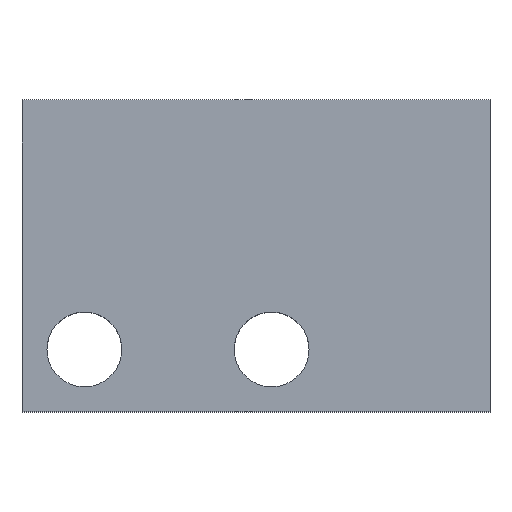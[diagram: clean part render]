
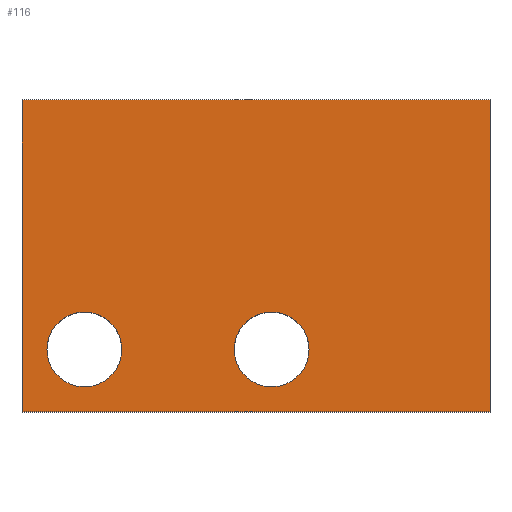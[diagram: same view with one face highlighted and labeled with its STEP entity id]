
A CAD part, top view. The second image highlights one B-rep face of the part: STEP entity #116.
In plain terms, the highlighted planar face has unit normal (0, 0, 1).
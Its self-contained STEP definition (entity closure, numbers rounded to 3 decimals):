
#9 = AXIS2_PLACEMENT_3D ( 'NONE', #87, #67, #69 ) ;
#16 = EDGE_CURVE ( 'NONE', #342, #333, #201, .T. ) ;
#31 = DIRECTION ( 'NONE',  ( -1., 0., 0. ) ) ;
#46 = CARTESIAN_POINT ( 'NONE',  ( 46., 10., 0. ) ) ;
#47 = CARTESIAN_POINT ( 'NONE',  ( 34., 10., 0. ) ) ;
#49 = DIRECTION ( 'NONE',  ( 1., 0., 0. ) ) ;
#51 = CARTESIAN_POINT ( 'NONE',  ( 0., 0., 0. ) ) ;
#52 = CARTESIAN_POINT ( 'NONE',  ( 0., 50., 0. ) ) ;
#53 = CARTESIAN_POINT ( 'NONE',  ( 4., 10., 0. ) ) ;
#56 = DIRECTION ( 'NONE',  ( 0., -1., 0. ) ) ;
#58 = CARTESIAN_POINT ( 'NONE',  ( 75., 50., 0. ) ) ;
#60 = CARTESIAN_POINT ( 'NONE',  ( 0., 50., 0. ) ) ;
#62 = DIRECTION ( 'NONE',  ( 0., 0., 1. ) ) ;
#63 = CARTESIAN_POINT ( 'NONE',  ( 0., 50., 0. ) ) ;
#66 = DIRECTION ( 'NONE',  ( 1., 0., 0. ) ) ;
#67 = DIRECTION ( 'NONE',  ( 0., 0., 1. ) ) ;
#68 = DIRECTION ( 'NONE',  ( 0., -1., 0. ) ) ;
#69 = DIRECTION ( 'NONE',  ( 1., 0., 0. ) ) ;
#73 = CARTESIAN_POINT ( 'NONE',  ( 0., 0., 0. ) ) ;
#81 = CARTESIAN_POINT ( 'NONE',  ( 75., 0., 0. ) ) ;
#85 = CARTESIAN_POINT ( 'NONE',  ( 40., 10., 0. ) ) ;
#87 = CARTESIAN_POINT ( 'NONE',  ( 10., 10., 0. ) ) ;
#90 = DIRECTION ( 'NONE',  ( 0., 0., 1. ) ) ;
#91 = DIRECTION ( 'NONE',  ( 0., 0., 1. ) ) ;
#92 = CARTESIAN_POINT ( 'NONE',  ( 0., 50., 0. ) ) ;
#93 = PLANE ( 'NONE',  #373 ) ;
#95 = DIRECTION ( 'NONE',  ( 1., 0., 0. ) ) ;
#97 = DIRECTION ( 'NONE',  ( 0., 0., -1. ) ) ;
#98 = CARTESIAN_POINT ( 'NONE',  ( 10., 10., 0. ) ) ;
#99 = CARTESIAN_POINT ( 'NONE',  ( 40., 10., 0. ) ) ;
#100 = DIRECTION ( 'NONE',  ( 1., 0., 0. ) ) ;
#101 = DIRECTION ( 'NONE',  ( 1., 0., 0. ) ) ;
#102 = CARTESIAN_POINT ( 'NONE',  ( 75., 50., 0. ) ) ;
#111 = CARTESIAN_POINT ( 'NONE',  ( 16., 10., 0. ) ) ;
#114 = AXIS2_PLACEMENT_3D ( 'NONE', #99, #91, #101 ) ;
#116 = ADVANCED_FACE ( 'NONE', ( #204, #257, #148 ), #93, .F. ) ;
#119 = EDGE_CURVE ( 'NONE', #343, #336, #227, .T. ) ;
#120 = EDGE_CURVE ( 'NONE', #350, #345, #247, .T. ) ;
#137 = ORIENTED_EDGE ( 'NONE', *, *, #16, .F. ) ;
#148 = FACE_OUTER_BOUND ( 'NONE', #245, .T. ) ;
#153 = CIRCLE ( 'NONE', #370, 6. ) ;
#162 = ORIENTED_EDGE ( 'NONE', *, *, #366, .F. ) ;
#171 = ORIENTED_EDGE ( 'NONE', *, *, #364, .T. ) ;
#180 = LINE ( 'NONE', #52, #237 ) ;
#185 = CIRCLE ( 'NONE', #9, 6. ) ;
#191 = LINE ( 'NONE', #73, #243 ) ;
#201 = LINE ( 'NONE', #60, #252 ) ;
#204 = FACE_BOUND ( 'NONE', #234, .T. ) ;
#208 = ORIENTED_EDGE ( 'NONE', *, *, #362, .F. ) ;
#212 = ORIENTED_EDGE ( 'NONE', *, *, #119, .F. ) ;
#214 = ORIENTED_EDGE ( 'NONE', *, *, #369, .F. ) ;
#227 = CIRCLE ( 'NONE', #376, 6. ) ;
#234 = EDGE_LOOP ( 'NONE', ( #208, #277 ) ) ;
#237 = VECTOR ( 'NONE', #68, 1000. ) ;
#241 = EDGE_LOOP ( 'NONE', ( #162, #212 ) ) ;
#243 = VECTOR ( 'NONE', #66, 1000. ) ;
#245 = EDGE_LOOP ( 'NONE', ( #171, #214, #137, #268 ) ) ;
#247 = CIRCLE ( 'NONE', #114, 6. ) ;
#252 = VECTOR ( 'NONE', #95, 1000. ) ;
#257 = FACE_BOUND ( 'NONE', #241, .T. ) ;
#259 = VECTOR ( 'NONE', #56, 1000. ) ;
#268 = ORIENTED_EDGE ( 'NONE', *, *, #379, .T. ) ;
#277 = ORIENTED_EDGE ( 'NONE', *, *, #120, .F. ) ;
#280 = LINE ( 'NONE', #58, #259 ) ;
#333 = VERTEX_POINT ( 'NONE', #102 ) ;
#336 = VERTEX_POINT ( 'NONE', #111 ) ;
#342 = VERTEX_POINT ( 'NONE', #63 ) ;
#343 = VERTEX_POINT ( 'NONE', #53 ) ;
#345 = VERTEX_POINT ( 'NONE', #46 ) ;
#349 = VERTEX_POINT ( 'NONE', #81 ) ;
#350 = VERTEX_POINT ( 'NONE', #47 ) ;
#359 = VERTEX_POINT ( 'NONE', #51 ) ;
#362 = EDGE_CURVE ( 'NONE', #345, #350, #153, .T. ) ;
#364 = EDGE_CURVE ( 'NONE', #359, #349, #191, .T. ) ;
#366 = EDGE_CURVE ( 'NONE', #336, #343, #185, .T. ) ;
#369 = EDGE_CURVE ( 'NONE', #333, #349, #280, .T. ) ;
#370 = AXIS2_PLACEMENT_3D ( 'NONE', #85, #62, #49 ) ;
#373 = AXIS2_PLACEMENT_3D ( 'NONE', #92, #97, #31 ) ;
#376 = AXIS2_PLACEMENT_3D ( 'NONE', #98, #90, #100 ) ;
#379 = EDGE_CURVE ( 'NONE', #342, #359, #180, .T. ) ;
